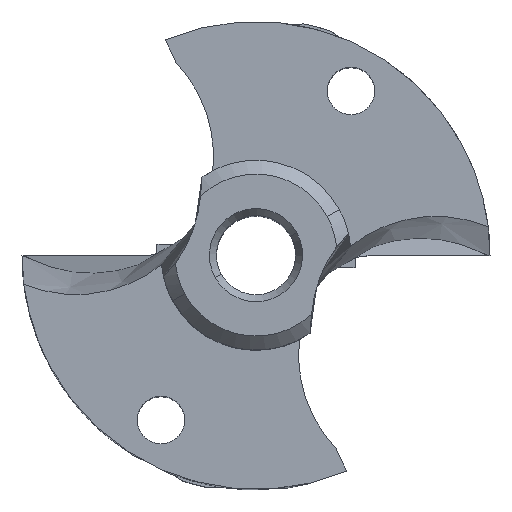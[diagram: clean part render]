
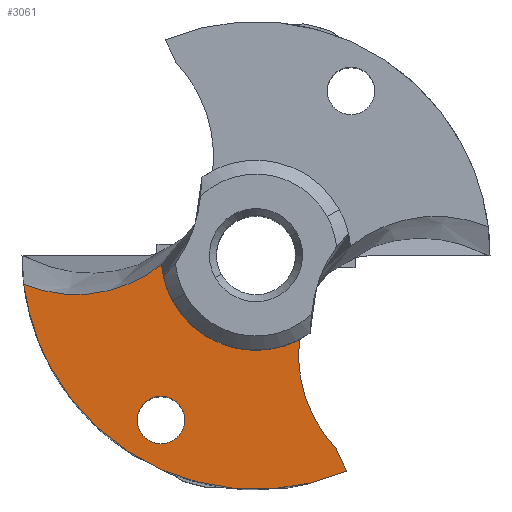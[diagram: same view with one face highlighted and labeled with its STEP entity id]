
A CAD part, top view. The second image highlights one B-rep face of the part: STEP entity #3061.
In plain terms, the highlighted planar face has unit normal (0, 0, 1).
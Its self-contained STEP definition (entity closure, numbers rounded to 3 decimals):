
#281=AXIS2_PLACEMENT_3D('Circle Axis2P3D',#279,#280,$) ;
#827=AXIS2_PLACEMENT_3D('Circle Axis2P3D',#825,#826,$) ;
#846=AXIS2_PLACEMENT_3D('Circle Axis2P3D',#844,#845,$) ;
#1317=AXIS2_PLACEMENT_3D('Circle Axis2P3D',#1315,#1316,$) ;
#1818=AXIS2_PLACEMENT_3D('Plane Axis2P3D',#1815,#1816,#1817) ;
#2888=AXIS2_PLACEMENT_3D('Circle Axis2P3D',#2886,#2887,$) ;
#3045=AXIS2_PLACEMENT_3D('Circle Axis2P3D',#3043,#3044,$) ;
#276=CARTESIAN_POINT('Vertex',(-14.7,-8.03,0.)) ;
#279=CARTESIAN_POINT('Axis2P3D Location',(0.,0.,0.)) ;
#283=CARTESIAN_POINT('Vertex',(-16.624,-2.048,0.)) ;
#455=CARTESIAN_POINT('Vertex',(5.729,-13.811,0.)) ;
#459=CARTESIAN_POINT('Control Point',(5.729,-13.811,0.)) ;
#460=CARTESIAN_POINT('Control Point',(5.881,-14.137,0.)) ;
#461=CARTESIAN_POINT('Control Point',(6.033,-14.463,0.)) ;
#462=CARTESIAN_POINT('Control Point',(6.185,-14.789,0.)) ;
#463=CARTESIAN_POINT('Control Point',(6.337,-15.116,0.)) ;
#464=CARTESIAN_POINT('Control Point',(6.489,-15.442,0.)) ;
#465=CARTESIAN_POINT('Vertex',(6.489,-15.442,0.)) ;
#620=CARTESIAN_POINT('Control Point',(-16.624,-2.048,0.)) ;
#621=CARTESIAN_POINT('Control Point',(-14.78,-2.827,0.)) ;
#622=CARTESIAN_POINT('Control Point',(-12.644,-3.166,0.)) ;
#623=CARTESIAN_POINT('Control Point',(-10.393,-2.862,0.)) ;
#624=CARTESIAN_POINT('Control Point',(-8.39,-1.953,0.)) ;
#625=CARTESIAN_POINT('Control Point',(-6.768,-0.657,0.)) ;
#626=CARTESIAN_POINT('Vertex',(-6.768,-0.657,0.)) ;
#822=CARTESIAN_POINT('Vertex',(-6.8,-10.078,0.)) ;
#825=CARTESIAN_POINT('Axis2P3D Location',(-6.8,-11.778,0.)) ;
#829=CARTESIAN_POINT('Vertex',(-6.8,-13.478,0.)) ;
#844=CARTESIAN_POINT('Axis2P3D Location',(-6.8,-11.778,0.)) ;
#956=CARTESIAN_POINT('Vertex',(3.099,-6.053,0.)) ;
#960=CARTESIAN_POINT('Control Point',(5.729,-13.811,0.)) ;
#961=CARTESIAN_POINT('Control Point',(4.583,-12.61,0.)) ;
#962=CARTESIAN_POINT('Control Point',(3.664,-11.131,0.)) ;
#963=CARTESIAN_POINT('Control Point',(3.096,-9.445,0.)) ;
#964=CARTESIAN_POINT('Control Point',(2.925,-7.713,0.)) ;
#965=CARTESIAN_POINT('Control Point',(3.099,-6.053,0.)) ;
#1312=CARTESIAN_POINT('Vertex',(-5.968,-3.26,0.)) ;
#1315=CARTESIAN_POINT('Axis2P3D Location',(0.,0.,0.)) ;
#1815=CARTESIAN_POINT('Axis2P3D Location',(16.75,0.,0.)) ;
#2886=CARTESIAN_POINT('Axis2P3D Location',(0.,0.,0.)) ;
#3043=CARTESIAN_POINT('Axis2P3D Location',(0.,0.,0.)) ;
#280=DIRECTION('Axis2P3D Direction',(0.,0.,1.)) ;
#826=DIRECTION('Axis2P3D Direction',(-0.,0.,-1.)) ;
#845=DIRECTION('Axis2P3D Direction',(-0.,0.,-1.)) ;
#1316=DIRECTION('Axis2P3D Direction',(0.,0.,1.)) ;
#1816=DIRECTION('Axis2P3D Direction',(0.,0.,1.)) ;
#1817=DIRECTION('Axis2P3D XDirection',(1.,0.,0.)) ;
#2887=DIRECTION('Axis2P3D Direction',(0.,0.,1.)) ;
#3044=DIRECTION('Axis2P3D Direction',(0.,0.,1.)) ;
#3049=ORIENTED_EDGE('',*,*,#966,.T.) ;
#3050=ORIENTED_EDGE('',*,*,#1319,.F.) ;
#3051=ORIENTED_EDGE('',*,*,#2890,.F.) ;
#3052=ORIENTED_EDGE('',*,*,#628,.F.) ;
#3053=ORIENTED_EDGE('',*,*,#285,.T.) ;
#3054=ORIENTED_EDGE('',*,*,#3047,.T.) ;
#3055=ORIENTED_EDGE('',*,*,#467,.F.) ;
#3058=ORIENTED_EDGE('',*,*,#831,.T.) ;
#3059=ORIENTED_EDGE('',*,*,#848,.T.) ;
#3060=FACE_BOUND('',#3057,.T.) ;
#3061=ADVANCED_FACE('NOCUT',(#3056,#3060),#1819,.T.) ;
#458=B_SPLINE_CURVE_WITH_KNOTS('',5,(#459,#460,#461,#462,#463,#464),.UNSPECIFIED.,.F.,.U.,(6,6),(1.004,2.804),.UNSPECIFIED.) ;
#619=B_SPLINE_CURVE_WITH_KNOTS('',5,(#620,#621,#622,#623,#624,#625),.UNSPECIFIED.,.F.,.U.,(6,6),(0.201,14.914),.UNSPECIFIED.) ;
#959=B_SPLINE_CURVE_WITH_KNOTS('',5,(#960,#961,#962,#963,#964,#965),.UNSPECIFIED.,.F.,.U.,(6,6),(4.07,15.898),.UNSPECIFIED.) ;
#282=CIRCLE('generated circle',#281,16.75) ;
#828=CIRCLE('generated circle',#827,1.7) ;
#847=CIRCLE('generated circle',#846,1.7) ;
#1318=CIRCLE('generated circle',#1317,6.8) ;
#2889=CIRCLE('generated circle',#2888,6.8) ;
#3046=CIRCLE('generated circle',#3045,16.75) ;
#285=EDGE_CURVE('',#284,#277,#282,.T.) ;
#467=EDGE_CURVE('',#456,#466,#458,.T.) ;
#628=EDGE_CURVE('',#284,#627,#619,.T.) ;
#831=EDGE_CURVE('',#830,#823,#828,.T.) ;
#848=EDGE_CURVE('',#823,#830,#847,.T.) ;
#966=EDGE_CURVE('',#456,#957,#959,.T.) ;
#1319=EDGE_CURVE('',#1313,#957,#1318,.T.) ;
#2890=EDGE_CURVE('',#627,#1313,#2889,.T.) ;
#3047=EDGE_CURVE('',#277,#466,#3046,.T.) ;
#3048=EDGE_LOOP('',(#3049,#3050,#3051,#3052,#3053,#3054,#3055)) ;
#3057=EDGE_LOOP('',(#3058,#3059)) ;
#3056=FACE_OUTER_BOUND('',#3048,.T.) ;
#1819=PLANE('',#1818) ;
#277=VERTEX_POINT('',#276) ;
#284=VERTEX_POINT('',#283) ;
#456=VERTEX_POINT('',#455) ;
#466=VERTEX_POINT('',#465) ;
#627=VERTEX_POINT('',#626) ;
#823=VERTEX_POINT('',#822) ;
#830=VERTEX_POINT('',#829) ;
#957=VERTEX_POINT('',#956) ;
#1313=VERTEX_POINT('',#1312) ;
